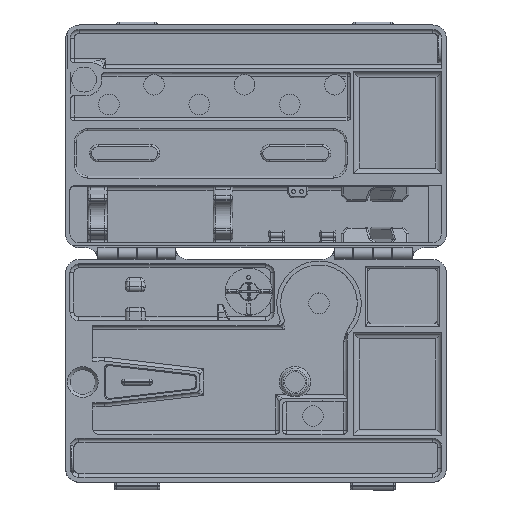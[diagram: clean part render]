
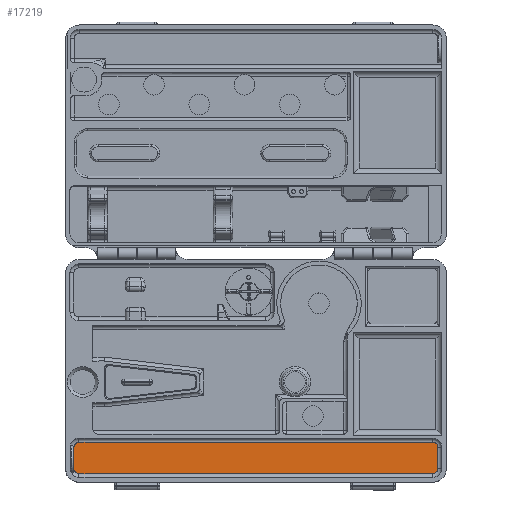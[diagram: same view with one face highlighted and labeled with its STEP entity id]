
A CAD part, top view. The second image highlights one B-rep face of the part: STEP entity #17219.
In plain terms, the highlighted planar face has unit normal (0, 0, 1).
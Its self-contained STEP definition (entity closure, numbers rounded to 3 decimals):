
#1704=FACE_OUTER_BOUND('',#2788,.T.);
#2788=EDGE_LOOP('',(#13957,#13958,#13959,#13960,#13961,#13962,#13963,#13964,
#13965,#13966));
#3786=CIRCLE('',#18835,2.5);
#3789=CIRCLE('',#18840,2.5);
#3805=CIRCLE('',#18882,2.5);
#3806=CIRCLE('',#18883,2.);
#3807=CIRCLE('',#18884,2.);
#3808=CIRCLE('',#18885,2.5);
#5011=LINE('',#30351,#6338);
#5019=LINE('',#30470,#6346);
#5020=LINE('',#30476,#6347);
#5021=LINE('',#30481,#6348);
#6338=VECTOR('',#22729,10.);
#6346=VECTOR('',#22825,10.);
#6347=VECTOR('',#22830,10.);
#6348=VECTOR('',#22835,10.);
#7806=VERTEX_POINT('',#30344);
#7807=VERTEX_POINT('',#30346);
#7808=VERTEX_POINT('',#30350);
#7809=VERTEX_POINT('',#30354);
#7818=VERTEX_POINT('',#30469);
#7819=VERTEX_POINT('',#30471);
#7820=VERTEX_POINT('',#30473);
#7821=VERTEX_POINT('',#30475);
#7822=VERTEX_POINT('',#30477);
#7823=VERTEX_POINT('',#30479);
#9930=EDGE_CURVE('',#7807,#7806,#3786,.T.);
#9932=EDGE_CURVE('',#7807,#7808,#5011,.T.);
#9934=EDGE_CURVE('',#7809,#7808,#3789,.T.);
#9963=EDGE_CURVE('',#7806,#7818,#5019,.T.);
#9964=EDGE_CURVE('',#7819,#7818,#3805,.T.);
#9965=EDGE_CURVE('',#7820,#7819,#3806,.T.);
#9966=EDGE_CURVE('',#7820,#7821,#5020,.T.);
#9967=EDGE_CURVE('',#7822,#7821,#3807,.T.);
#9968=EDGE_CURVE('',#7823,#7822,#3808,.T.);
#9969=EDGE_CURVE('',#7809,#7823,#5021,.T.);
#13957=ORIENTED_EDGE('',*,*,#9963,.T.);
#13958=ORIENTED_EDGE('',*,*,#9964,.F.);
#13959=ORIENTED_EDGE('',*,*,#9965,.F.);
#13960=ORIENTED_EDGE('',*,*,#9966,.T.);
#13961=ORIENTED_EDGE('',*,*,#9967,.F.);
#13962=ORIENTED_EDGE('',*,*,#9968,.F.);
#13963=ORIENTED_EDGE('',*,*,#9969,.F.);
#13964=ORIENTED_EDGE('',*,*,#9934,.T.);
#13965=ORIENTED_EDGE('',*,*,#9932,.F.);
#13966=ORIENTED_EDGE('',*,*,#9930,.T.);
#16477=PLANE('',#18881);
#17219=ADVANCED_FACE('',(#1704),#16477,.F.);
#18835=AXIS2_PLACEMENT_3D('',#30347,#22723,#22724);
#18840=AXIS2_PLACEMENT_3D('',#30355,#22734,#22735);
#18881=AXIS2_PLACEMENT_3D('',#30468,#22823,#22824);
#18882=AXIS2_PLACEMENT_3D('',#30472,#22826,#22827);
#18883=AXIS2_PLACEMENT_3D('',#30474,#22828,#22829);
#18884=AXIS2_PLACEMENT_3D('',#30478,#22831,#22832);
#18885=AXIS2_PLACEMENT_3D('',#30480,#22833,#22834);
#22723=DIRECTION('center_axis',(0.,0.,
1.));
#22724=DIRECTION('ref_axis',(1.,0.,0.));
#22729=DIRECTION('',(0.,-1.,0.));
#22734=DIRECTION('center_axis',(0.,0.,
1.));
#22735=DIRECTION('ref_axis',(1.,0.,0.));
#22823=DIRECTION('center_axis',(0.,0.,
-1.));
#22824=DIRECTION('ref_axis',(1.,0.,0.));
#22825=DIRECTION('',(-1.,0.,0.));
#22826=DIRECTION('center_axis',(0.,0.,
-1.));
#22827=DIRECTION('ref_axis',(-0.645,0.764,0.));
#22828=DIRECTION('center_axis',(0.,0.,
1.));
#22829=DIRECTION('ref_axis',(-0.986,0.168,0.));
#22830=DIRECTION('',(0.,-1.,0.));
#22831=DIRECTION('center_axis',(0.,0.,
1.));
#22832=DIRECTION('ref_axis',(-0.863,-0.505,0.));
#22833=DIRECTION('center_axis',(0.,0.,
-1.));
#22834=DIRECTION('ref_axis',(-0.498,-0.867,0.));
#22835=DIRECTION('',(-1.,0.,0.));
#30344=CARTESIAN_POINT('',(517.843,-47.779,17.463));
#30346=CARTESIAN_POINT('',(520.343,-50.279,17.463));
#30347=CARTESIAN_POINT('Origin',(517.843,-50.279,17.463));
#30350=CARTESIAN_POINT('',(520.343,-61.275,17.463));
#30351=CARTESIAN_POINT('',(520.343,1.308,17.463));
#30354=CARTESIAN_POINT('',(517.843,-63.775,17.463));
#30355=CARTESIAN_POINT('Origin',(517.843,-61.275,17.463));
#30468=CARTESIAN_POINT('Origin',(428.091,48.412,17.463));
#30469=CARTESIAN_POINT('',(337.843,-47.779,17.463));
#30470=CARTESIAN_POINT('',(379.964,-47.779,17.463));
#30471=CARTESIAN_POINT('',(335.378,-49.86,17.463));
#30472=CARTESIAN_POINT('Origin',(337.843,-50.279,17.463));
#30473=CARTESIAN_POINT('',(335.043,-50.675,17.463));
#30474=CARTESIAN_POINT('Origin',(333.407,-49.525,17.463));
#30475=CARTESIAN_POINT('',(335.043,-61.866,17.463));
#30476=CARTESIAN_POINT('',(335.043,-7.577,17.463));
#30477=CARTESIAN_POINT('',(335.685,-62.537,17.463));
#30478=CARTESIAN_POINT('Origin',(333.958,-63.546,17.463));
#30479=CARTESIAN_POINT('',(337.843,-63.775,17.463));
#30480=CARTESIAN_POINT('Origin',(337.843,-61.275,17.463));
#30481=CARTESIAN_POINT('',(475.222,-63.775,17.463));
